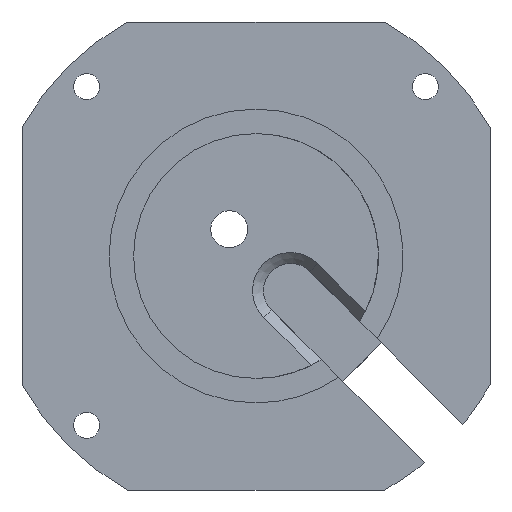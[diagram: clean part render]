
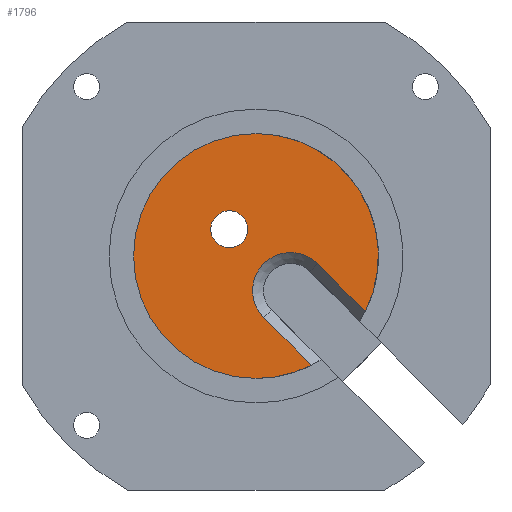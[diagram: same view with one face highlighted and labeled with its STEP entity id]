
A CAD part, front view. The second image highlights one B-rep face of the part: STEP entity #1796.
In plain terms, the highlighted planar face has unit normal (0, -1, 0).
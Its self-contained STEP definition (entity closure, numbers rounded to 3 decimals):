
#12 = VERTEX_POINT ( 'NONE', #962 ) ;
#15 = CIRCLE ( 'NONE', #1785, 3.4 ) ;
#27 = DIRECTION ( 'NONE',  ( 0., 1., 0. ) ) ;
#40 = DIRECTION ( 'NONE',  ( 0., 1., 0. ) ) ;
#69 = CARTESIAN_POINT ( 'NONE',  ( -13.979, 0., 45.5 ) ) ;
#100 = CARTESIAN_POINT ( 'NONE',  ( 20.71, 0., 20.71 ) ) ;
#158 = DIRECTION ( 'NONE',  ( 0., 0., -1. ) ) ;
#166 = FACE_BOUND ( 'NONE', #1117, .T. ) ;
#211 = VERTEX_POINT ( 'NONE', #465 ) ;
#250 = CARTESIAN_POINT ( 'NONE',  ( -18.893, 0., 47.014 ) ) ;
#276 = EDGE_CURVE ( 'NONE', #280, #355, #969, .T. ) ;
#280 = VERTEX_POINT ( 'NONE', #506 ) ;
#303 = CARTESIAN_POINT ( 'NONE',  ( -13.979, 0., 45.5 ) ) ;
#321 = DIRECTION ( 'NONE',  ( -0.707, 0., 0.707 ) ) ;
#355 = VERTEX_POINT ( 'NONE', #988 ) ;
#374 = VERTEX_POINT ( 'NONE', #512 ) ;
#426 = ORIENTED_EDGE ( 'NONE', *, *, #1968, .T. ) ;
#459 = EDGE_CURVE ( 'NONE', #1647, #280, #1029, .T. ) ;
#465 = CARTESIAN_POINT ( 'NONE',  ( -13.979, 0., 23. ) ) ;
#486 = DIRECTION ( 'NONE',  ( 0., 0., 1. ) ) ;
#494 = DIRECTION ( 'NONE',  ( 0., 0., -1. ) ) ;
#495 = ORIENTED_EDGE ( 'NONE', *, *, #952, .T. ) ;
#506 = CARTESIAN_POINT ( 'NONE',  ( -2.665, 0., 44.086 ) ) ;
#512 = CARTESIAN_POINT ( 'NONE',  ( -18.893, 0., 53.814 ) ) ;
#524 = DIRECTION ( 'NONE',  ( 0., 0., 1. ) ) ;
#586 = DIRECTION ( 'NONE',  ( 0., 1., 0. ) ) ;
#608 = CIRCLE ( 'NONE', #1731, 22.5 ) ;
#615 = EDGE_CURVE ( 'NONE', #355, #1806, #608, .T. ) ;
#617 = DIRECTION ( 'NONE',  ( 0., 0., 1. ) ) ;
#622 = AXIS2_PLACEMENT_3D ( 'NONE', #1687, #27, #617 ) ;
#657 = CARTESIAN_POINT ( 'NONE',  ( -18.893, 0., 50.414 ) ) ;
#711 = CARTESIAN_POINT ( 'NONE',  ( -12.565, 0., 34.186 ) ) ;
#759 = CARTESIAN_POINT ( 'NONE',  ( -18.893, 0., 50.414 ) ) ;
#786 = ORIENTED_EDGE ( 'NONE', *, *, #276, .T. ) ;
#818 = AXIS2_PLACEMENT_3D ( 'NONE', #1544, #1389, #494 ) ;
#902 = ORIENTED_EDGE ( 'NONE', *, *, #459, .T. ) ;
#903 = DIRECTION ( 'NONE',  ( 0., -1., 0. ) ) ;
#937 = EDGE_LOOP ( 'NONE', ( #902, #786, #1052, #1372, #1598, #1888 ) ) ;
#940 = EDGE_CURVE ( 'NONE', #1806, #211, #1059, .T. ) ;
#952 = EDGE_CURVE ( 'NONE', #1146, #374, #1497, .T. ) ;
#962 = CARTESIAN_POINT ( 'NONE',  ( -3.808, 0., 25.43 ) ) ;
#969 = LINE ( 'NONE', #100, #1397 ) ;
#971 = DIRECTION ( 'NONE',  ( 0., 0., -1. ) ) ;
#988 = CARTESIAN_POINT ( 'NONE',  ( 6.091, 0., 35.329 ) ) ;
#1029 = CIRCLE ( 'NONE', #1575, 7. ) ;
#1044 = DIRECTION ( 'NONE',  ( 0., 0., 1. ) ) ;
#1052 = ORIENTED_EDGE ( 'NONE', *, *, #615, .T. ) ;
#1059 = CIRCLE ( 'NONE', #1464, 22.5 ) ;
#1117 = EDGE_LOOP ( 'NONE', ( #426, #495 ) ) ;
#1130 = DIRECTION ( 'NONE',  ( 0., 1., 0. ) ) ;
#1146 = VERTEX_POINT ( 'NONE', #250 ) ;
#1234 = VECTOR ( 'NONE', #321, 1000. ) ;
#1341 = CARTESIAN_POINT ( 'NONE',  ( -7.615, 0., 39.136 ) ) ;
#1369 = FACE_OUTER_BOUND ( 'NONE', #937, .T. ) ;
#1372 = ORIENTED_EDGE ( 'NONE', *, *, #940, .T. ) ;
#1389 = DIRECTION ( 'NONE',  ( 0., -1., 0. ) ) ;
#1397 = VECTOR ( 'NONE', #1757, 1000. ) ;
#1423 = CARTESIAN_POINT ( 'NONE',  ( -13.979, 0., 68. ) ) ;
#1431 = DIRECTION ( 'NONE',  ( 0., -1., 0. ) ) ;
#1464 = AXIS2_PLACEMENT_3D ( 'NONE', #69, #1431, #971 ) ;
#1487 = LINE ( 'NONE', #1862, #1234 ) ;
#1497 = CIRCLE ( 'NONE', #1952, 3.4 ) ;
#1544 = CARTESIAN_POINT ( 'NONE',  ( -13.979, 0., 45.5 ) ) ;
#1575 = AXIS2_PLACEMENT_3D ( 'NONE', #1341, #586, #1044 ) ;
#1598 = ORIENTED_EDGE ( 'NONE', *, *, #1686, .T. ) ;
#1647 = VERTEX_POINT ( 'NONE', #711 ) ;
#1649 = CIRCLE ( 'NONE', #818, 22.5 ) ;
#1662 = EDGE_CURVE ( 'NONE', #12, #1647, #1487, .T. ) ;
#1686 = EDGE_CURVE ( 'NONE', #211, #12, #1649, .T. ) ;
#1687 = CARTESIAN_POINT ( 'NONE',  ( 0., 0., 0. ) ) ;
#1731 = AXIS2_PLACEMENT_3D ( 'NONE', #303, #903, #158 ) ;
#1757 = DIRECTION ( 'NONE',  ( 0.707, 0., -0.707 ) ) ;
#1785 = AXIS2_PLACEMENT_3D ( 'NONE', #759, #40, #486 ) ;
#1796 = ADVANCED_FACE ( 'NONE', ( #166, #1369 ), #1830, .F. ) ;
#1806 = VERTEX_POINT ( 'NONE', #1423 ) ;
#1830 = PLANE ( 'NONE',  #622 ) ;
#1862 = CARTESIAN_POINT ( 'NONE',  ( 10.811, 0., 10.811 ) ) ;
#1888 = ORIENTED_EDGE ( 'NONE', *, *, #1662, .T. ) ;
#1952 = AXIS2_PLACEMENT_3D ( 'NONE', #657, #1130, #524 ) ;
#1968 = EDGE_CURVE ( 'NONE', #374, #1146, #15, .T. ) ;
